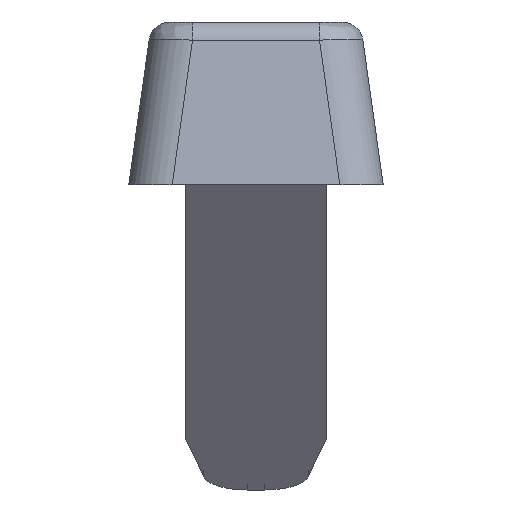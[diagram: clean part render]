
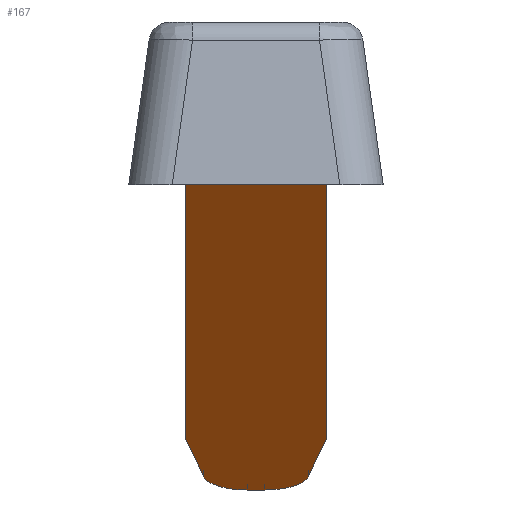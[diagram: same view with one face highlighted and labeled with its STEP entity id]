
A CAD part, front view. The second image highlights one B-rep face of the part: STEP entity #167.
In plain terms, the highlighted planar face has unit normal (0, -0.342, -0.94).
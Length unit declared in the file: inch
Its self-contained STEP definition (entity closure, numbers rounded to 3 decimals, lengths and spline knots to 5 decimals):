
#139=ELLIPSE('',#714,0.03299,0.031);
#140=ELLIPSE('',#715,0.03299,0.031);
#167=ADVANCED_FACE('',(#215),#187,.T.);
#187=PLANE('',#716);
#215=FACE_OUTER_BOUND('',#249,.T.);
#249=EDGE_LOOP('',(#379,#380,#381,#382,#383,#384,#385,#386));
#379=ORIENTED_EDGE('',*,*,#544,.T.);
#380=ORIENTED_EDGE('',*,*,#545,.T.);
#381=ORIENTED_EDGE('',*,*,#546,.T.);
#382=ORIENTED_EDGE('',*,*,#500,.T.);
#383=ORIENTED_EDGE('',*,*,#498,.T.);
#384=ORIENTED_EDGE('',*,*,#482,.F.);
#385=ORIENTED_EDGE('',*,*,#547,.T.);
#386=ORIENTED_EDGE('',*,*,#548,.T.);
#429=VERTEX_POINT('',#905);
#430=VERTEX_POINT('',#907);
#436=VERTEX_POINT('',#920);
#445=VERTEX_POINT('',#942);
#471=VERTEX_POINT('',#1075);
#472=VERTEX_POINT('',#1076);
#473=VERTEX_POINT('',#1078);
#474=VERTEX_POINT('',#1081);
#482=EDGE_CURVE('',#429,#430,#564,.T.);
#498=EDGE_CURVE('',#436,#430,#576,.T.);
#500=EDGE_CURVE('',#445,#436,#578,.T.);
#544=EDGE_CURVE('',#471,#472,#604,.T.);
#545=EDGE_CURVE('',#472,#473,#139,.T.);
#546=EDGE_CURVE('',#473,#445,#605,.T.);
#547=EDGE_CURVE('',#429,#474,#606,.T.);
#548=EDGE_CURVE('',#474,#471,#140,.T.);
#564=LINE('',#906,#622);
#576=LINE('',#938,#634);
#578=LINE('',#941,#636);
#604=LINE('',#1074,#662);
#605=LINE('',#1079,#663);
#606=LINE('',#1080,#664);
#622=VECTOR('',#737,1.);
#634=VECTOR('',#759,1.);
#636=VECTOR('',#763,1.);
#662=VECTOR('',#855,1.);
#663=VECTOR('',#858,1.);
#664=VECTOR('',#859,1.);
#714=AXIS2_PLACEMENT_3D('',#1077,#856,#857);
#715=AXIS2_PLACEMENT_3D('',#1082,#860,#861);
#716=AXIS2_PLACEMENT_3D('',#1083,#862,#863);
#737=DIRECTION('',(0.,-0.94,0.342));
#759=DIRECTION('',(-1.,0.,0.));
#763=DIRECTION('',(0.,-0.94,0.342));
#855=DIRECTION('',(1.,0.,0.));
#856=DIRECTION('',(0.,-0.342,-0.94));
#857=DIRECTION('',(0.,-0.94,0.342));
#858=DIRECTION('',(0.163,-0.927,0.337));
#859=DIRECTION('',(0.163,0.927,-0.337));
#860=DIRECTION('',(0.,-0.342,-0.94));
#861=DIRECTION('',(0.,0.94,-0.342));
#862=DIRECTION('',(0.,-0.342,-0.94));
#863=DIRECTION('',(0.,0.94,-0.342));
#905=CARTESIAN_POINT('',(-0.05,3.01189,-0.17976));
#906=CARTESIAN_POINT('',(-0.05,3.11189,-0.21616));
#907=CARTESIAN_POINT('',(-0.05,2.518,0.));
#920=CARTESIAN_POINT('',(0.05,2.518,0.));
#938=CARTESIAN_POINT('',(0.,2.518,0.));
#941=CARTESIAN_POINT('',(0.05,3.11189,-0.21616));
#942=CARTESIAN_POINT('',(0.05,3.01189,-0.17976));
#1074=CARTESIAN_POINT('',(-0.05,3.11189,-0.21616));
#1075=CARTESIAN_POINT('',(-0.00636,3.11189,-0.21616));
#1076=CARTESIAN_POINT('',(0.00636,3.11189,-0.21616));
#1077=CARTESIAN_POINT('',(0.00636,3.08089,-0.20487));
#1078=CARTESIAN_POINT('',(0.03688,3.08627,-0.20683));
#1079=CARTESIAN_POINT('',(0.03017,3.12437,-0.2207));
#1080=CARTESIAN_POINT('',(-0.03284,3.10921,-0.21518));
#1081=CARTESIAN_POINT('',(-0.03688,3.08627,-0.20683));
#1082=CARTESIAN_POINT('',(-0.00636,3.08089,-0.20487));
#1083=CARTESIAN_POINT('',(-0.05,3.11189,-0.21616));
